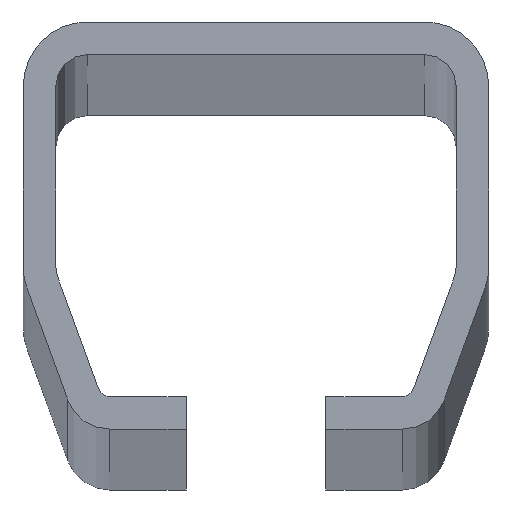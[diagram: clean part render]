
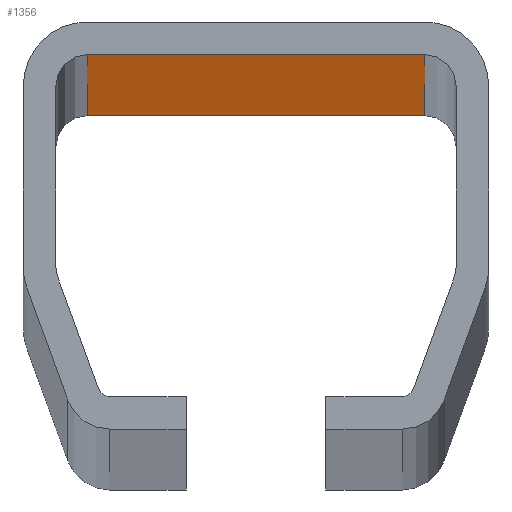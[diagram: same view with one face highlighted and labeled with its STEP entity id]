
A CAD part, top view. The second image highlights one B-rep face of the part: STEP entity #1356.
In plain terms, the highlighted planar face has unit normal (0, -1, 0).
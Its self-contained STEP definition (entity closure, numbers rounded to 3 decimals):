
#153 = EDGE_CURVE ( 'NONE', #156, #295, #1236, .T. ) ;
#156 = VERTEX_POINT ( 'NONE', #672 ) ;
#198 = EDGE_CURVE ( 'NONE', #476, #486, #903, .T. ) ;
#293 = CARTESIAN_POINT ( 'NONE',  ( -14.5, -2.8, 0. ) ) ;
#295 = VERTEX_POINT ( 'NONE', #811 ) ;
#300 = VECTOR ( 'NONE', #506, 1000. ) ;
#316 = DIRECTION ( 'NONE',  ( 0., 1., 0. ) ) ;
#325 = DIRECTION ( 'NONE',  ( 0., 0., -1. ) ) ;
#349 = FACE_OUTER_BOUND ( 'NONE', #788, .T. ) ;
#351 = CARTESIAN_POINT ( 'NONE',  ( 14.5, -2.8, 0. ) ) ;
#391 = EDGE_CURVE ( 'NONE', #295, #476, #1407, .T. ) ;
#420 = ORIENTED_EDGE ( 'NONE', *, *, #391, .F. ) ;
#476 = VERTEX_POINT ( 'NONE', #717 ) ;
#486 = VERTEX_POINT ( 'NONE', #1162 ) ;
#506 = DIRECTION ( 'NONE',  ( 1., 0., 0. ) ) ;
#623 = LINE ( 'NONE', #1399, #897 ) ;
#648 = PLANE ( 'NONE',  #1311 ) ;
#672 = CARTESIAN_POINT ( 'NONE',  ( -14.5, -2.8, -3000. ) ) ;
#717 = CARTESIAN_POINT ( 'NONE',  ( 14.5, -2.8, 0. ) ) ;
#733 = DIRECTION ( 'NONE',  ( -1., 0., 0. ) ) ;
#776 = DIRECTION ( 'NONE',  ( 0., 0., 1. ) ) ;
#788 = EDGE_LOOP ( 'NONE', ( #1087, #420, #1335, #1033 ) ) ;
#811 = CARTESIAN_POINT ( 'NONE',  ( -14.5, -2.8, 0. ) ) ;
#839 = EDGE_CURVE ( 'NONE', #486, #156, #623, .T. ) ;
#865 = VECTOR ( 'NONE', #325, 1000. ) ;
#897 = VECTOR ( 'NONE', #733, 1000. ) ;
#903 = LINE ( 'NONE', #351, #865 ) ;
#965 = VECTOR ( 'NONE', #776, 1000. ) ;
#1002 = CARTESIAN_POINT ( 'NONE',  ( -14.5, -2.8, 0. ) ) ;
#1033 = ORIENTED_EDGE ( 'NONE', *, *, #839, .F. ) ;
#1087 = ORIENTED_EDGE ( 'NONE', *, *, #198, .F. ) ;
#1162 = CARTESIAN_POINT ( 'NONE',  ( 14.5, -2.8, -3000. ) ) ;
#1235 = DIRECTION ( 'NONE',  ( -1., 0., 0. ) ) ;
#1236 = LINE ( 'NONE', #1002, #965 ) ;
#1311 = AXIS2_PLACEMENT_3D ( 'NONE', #1460, #316, #1235 ) ;
#1335 = ORIENTED_EDGE ( 'NONE', *, *, #153, .F. ) ;
#1356 = ADVANCED_FACE ( 'NONE', ( #349 ), #648, .F. ) ;
#1399 = CARTESIAN_POINT ( 'NONE',  ( -14.5, -2.8, -3000. ) ) ;
#1407 = LINE ( 'NONE', #293, #300 ) ;
#1460 = CARTESIAN_POINT ( 'NONE',  ( -14.5, -2.8, 0. ) ) ;
